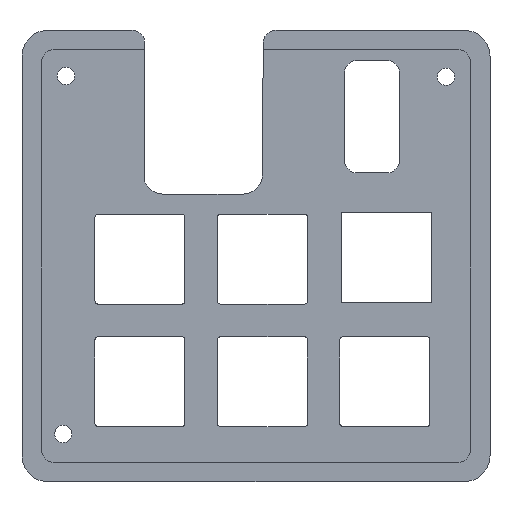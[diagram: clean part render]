
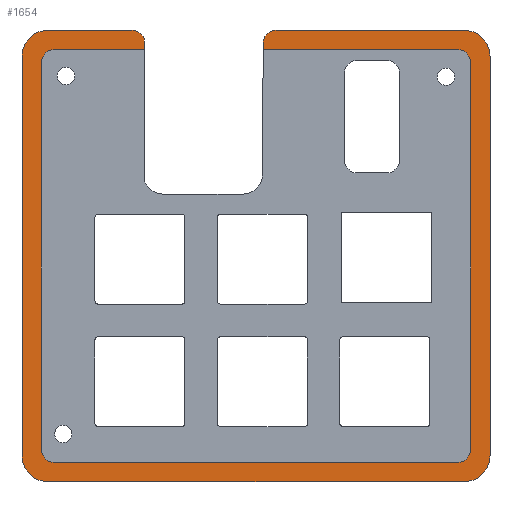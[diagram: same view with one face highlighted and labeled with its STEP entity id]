
A CAD part, top view. The second image highlights one B-rep face of the part: STEP entity #1654.
In plain terms, the highlighted planar face has unit normal (0, 0, 1).
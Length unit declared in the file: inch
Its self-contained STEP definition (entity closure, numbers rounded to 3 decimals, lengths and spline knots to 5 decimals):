
#61=PLANE('',#1825);
#130=FACE_OUTER_BOUND('',#233,.T.);
#233=EDGE_LOOP('',(#1418,#1419,#1420,#1421,#1422,#1423,#1424,#1425,#1426,
#1427,#1428,#1429,#1430,#1431,#1432,#1433,#1434,#1435,#1436,#1437,#1438,
#1439));
#288=LINE('',#2431,#453);
#323=LINE('',#2553,#488);
#326=LINE('',#2561,#491);
#368=LINE('',#2667,#533);
#372=LINE('',#2675,#537);
#376=LINE('',#2688,#541);
#400=LINE('',#2765,#565);
#401=LINE('',#2768,#566);
#402=LINE('',#2772,#567);
#403=LINE('',#2776,#568);
#404=LINE('',#2780,#569);
#405=LINE('',#2783,#570);
#453=VECTOR('',#1944,0.3937);
#488=VECTOR('',#2037,0.3937);
#491=VECTOR('',#2046,0.3937);
#533=VECTOR('',#2158,0.3937);
#537=VECTOR('',#2164,0.3937);
#541=VECTOR('',#2176,0.3937);
#565=VECTOR('',#2248,0.3937);
#566=VECTOR('',#2251,0.3937);
#567=VECTOR('',#2254,0.3937);
#568=VECTOR('',#2257,0.3937);
#569=VECTOR('',#2260,0.3937);
#570=VECTOR('',#2263,0.3937);
#610=CIRCLE('',#1727,0.07874);
#636=CIRCLE('',#1756,0.07874);
#637=CIRCLE('',#1759,0.07874);
#648=CIRCLE('',#1794,0.07874);
#649=CIRCLE('',#1798,0.07874);
#668=CIRCLE('',#1820,0.07874);
#669=CIRCLE('',#1826,0.15748);
#670=CIRCLE('',#1827,0.15748);
#671=CIRCLE('',#1828,0.15748);
#672=CIRCLE('',#1829,0.15748);
#697=VERTEX_POINT('',#2421);
#698=VERTEX_POINT('',#2423);
#700=VERTEX_POINT('',#2429);
#756=VERTEX_POINT('',#2545);
#757=VERTEX_POINT('',#2547);
#758=VERTEX_POINT('',#2551);
#759=VERTEX_POINT('',#2555);
#760=VERTEX_POINT('',#2559);
#789=VERTEX_POINT('',#2663);
#792=VERTEX_POINT('',#2673);
#793=VERTEX_POINT('',#2677);
#794=VERTEX_POINT('',#2678);
#797=VERTEX_POINT('',#2686);
#826=VERTEX_POINT('',#2756);
#827=VERTEX_POINT('',#2767);
#828=VERTEX_POINT('',#2769);
#829=VERTEX_POINT('',#2771);
#830=VERTEX_POINT('',#2773);
#831=VERTEX_POINT('',#2775);
#832=VERTEX_POINT('',#2777);
#833=VERTEX_POINT('',#2779);
#834=VERTEX_POINT('',#2781);
#870=EDGE_CURVE('',#697,#698,#610,.F.);
#874=EDGE_CURVE('',#700,#697,#288,.T.);
#932=EDGE_CURVE('',#756,#757,#636,.F.);
#935=EDGE_CURVE('',#758,#756,#323,.T.);
#937=EDGE_CURVE('',#759,#758,#637,.F.);
#939=EDGE_CURVE('',#760,#759,#326,.T.);
#991=EDGE_CURVE('',#789,#760,#648,.F.);
#992=EDGE_CURVE('',#698,#789,#368,.T.);
#996=EDGE_CURVE('',#700,#792,#372,.T.);
#997=EDGE_CURVE('',#793,#794,#649,.T.);
#1002=EDGE_CURVE('',#793,#797,#376,.T.);
#1041=EDGE_CURVE('',#826,#792,#668,.T.);
#1044=EDGE_CURVE('',#757,#797,#400,.T.);
#1045=EDGE_CURVE('',#826,#827,#401,.T.);
#1046=EDGE_CURVE('',#827,#828,#669,.T.);
#1047=EDGE_CURVE('',#828,#829,#402,.T.);
#1048=EDGE_CURVE('',#829,#830,#670,.T.);
#1049=EDGE_CURVE('',#830,#831,#403,.T.);
#1050=EDGE_CURVE('',#831,#832,#671,.T.);
#1051=EDGE_CURVE('',#832,#833,#404,.T.);
#1052=EDGE_CURVE('',#833,#834,#672,.T.);
#1053=EDGE_CURVE('',#834,#794,#405,.T.);
#1418=ORIENTED_EDGE('',*,*,#997,.F.);
#1419=ORIENTED_EDGE('',*,*,#1002,.T.);
#1420=ORIENTED_EDGE('',*,*,#1044,.F.);
#1421=ORIENTED_EDGE('',*,*,#932,.F.);
#1422=ORIENTED_EDGE('',*,*,#935,.F.);
#1423=ORIENTED_EDGE('',*,*,#937,.F.);
#1424=ORIENTED_EDGE('',*,*,#939,.F.);
#1425=ORIENTED_EDGE('',*,*,#991,.F.);
#1426=ORIENTED_EDGE('',*,*,#992,.F.);
#1427=ORIENTED_EDGE('',*,*,#870,.F.);
#1428=ORIENTED_EDGE('',*,*,#874,.F.);
#1429=ORIENTED_EDGE('',*,*,#996,.T.);
#1430=ORIENTED_EDGE('',*,*,#1041,.F.);
#1431=ORIENTED_EDGE('',*,*,#1045,.T.);
#1432=ORIENTED_EDGE('',*,*,#1046,.T.);
#1433=ORIENTED_EDGE('',*,*,#1047,.T.);
#1434=ORIENTED_EDGE('',*,*,#1048,.T.);
#1435=ORIENTED_EDGE('',*,*,#1049,.T.);
#1436=ORIENTED_EDGE('',*,*,#1050,.T.);
#1437=ORIENTED_EDGE('',*,*,#1051,.T.);
#1438=ORIENTED_EDGE('',*,*,#1052,.T.);
#1439=ORIENTED_EDGE('',*,*,#1053,.T.);
#1654=ADVANCED_FACE('',(#130),#61,.T.);
#1727=AXIS2_PLACEMENT_3D('',#2424,#1937,#1938);
#1756=AXIS2_PLACEMENT_3D('',#2548,#2031,#2032);
#1759=AXIS2_PLACEMENT_3D('',#2557,#2041,#2042);
#1794=AXIS2_PLACEMENT_3D('',#2665,#2154,#2155);
#1798=AXIS2_PLACEMENT_3D('',#2679,#2167,#2168);
#1820=AXIS2_PLACEMENT_3D('',#2758,#2236,#2237);
#1825=AXIS2_PLACEMENT_3D('',#2766,#2249,#2250);
#1826=AXIS2_PLACEMENT_3D('',#2770,#2252,#2253);
#1827=AXIS2_PLACEMENT_3D('',#2774,#2255,#2256);
#1828=AXIS2_PLACEMENT_3D('',#2778,#2258,#2259);
#1829=AXIS2_PLACEMENT_3D('',#2782,#2261,#2262);
#1937=DIRECTION('center_axis',(0.,0.,-1.));
#1938=DIRECTION('ref_axis',(-0.707,0.707,0.));
#1944=DIRECTION('',(-1.,0.,0.));
#2031=DIRECTION('center_axis',(0.,0.,-1.));
#2032=DIRECTION('ref_axis',(0.707,0.707,0.));
#2037=DIRECTION('',(0.,1.,0.));
#2041=DIRECTION('center_axis',(0.,0.,-1.));
#2042=DIRECTION('ref_axis',(0.707,-0.707,0.));
#2046=DIRECTION('',(1.,0.,0.));
#2154=DIRECTION('center_axis',(0.,0.,-1.));
#2155=DIRECTION('ref_axis',(-0.707,-0.707,0.));
#2158=DIRECTION('',(0.,-1.,0.));
#2164=DIRECTION('',(0.,1.,0.));
#2167=DIRECTION('center_axis',(0.,0.,-1.));
#2168=DIRECTION('ref_axis',(-0.705,0.709,0.));
#2176=DIRECTION('',(-0.006,-1.,0.));
#2236=DIRECTION('center_axis',(0.,0.,-1.));
#2237=DIRECTION('ref_axis',(0.707,0.707,0.));
#2248=DIRECTION('',(-1.,0.,0.));
#2249=DIRECTION('center_axis',(0.,0.,1.));
#2250=DIRECTION('ref_axis',(1.,0.,0.));
#2251=DIRECTION('',(-1.,0.,0.));
#2252=DIRECTION('center_axis',(0.,0.,1.));
#2253=DIRECTION('ref_axis',(0.,1.,0.));
#2254=DIRECTION('',(0.,-1.,0.));
#2255=DIRECTION('center_axis',(0.,0.,1.));
#2256=DIRECTION('ref_axis',(-1.,0.,0.));
#2257=DIRECTION('',(1.,0.,0.));
#2258=DIRECTION('center_axis',(0.,0.,1.));
#2259=DIRECTION('ref_axis',(0.,-1.,0.));
#2260=DIRECTION('',(0.,1.,0.));
#2261=DIRECTION('center_axis',(0.,0.,1.));
#2262=DIRECTION('ref_axis',(1.,0.,0.));
#2263=DIRECTION('',(-1.,0.,0.));
#2421=CARTESIAN_POINT('',(-2.30315,2.38189,0.07874));
#2423=CARTESIAN_POINT('',(-2.38189,2.30315,0.07874));
#2424=CARTESIAN_POINT('Origin',(-2.30315,2.30315,0.07874));
#2429=CARTESIAN_POINT('',(-1.75,2.38189,0.07874));
#2431=CARTESIAN_POINT('',(0.24016,2.38189,0.07874));
#2545=CARTESIAN_POINT('',(0.24016,2.30315,0.07874));
#2547=CARTESIAN_POINT('',(0.16142,2.38189,0.07874));
#2548=CARTESIAN_POINT('Origin',(0.16142,2.30315,0.07874));
#2551=CARTESIAN_POINT('',(0.24016,-0.05906,0.07874));
#2553=CARTESIAN_POINT('',(0.24016,-0.1378,0.07874));
#2555=CARTESIAN_POINT('',(0.16142,-0.1378,0.07874));
#2557=CARTESIAN_POINT('Origin',(0.16142,-0.05906,0.07874));
#2559=CARTESIAN_POINT('',(-2.30315,-0.1378,0.07874));
#2561=CARTESIAN_POINT('',(-2.38189,-0.1378,0.07874));
#2663=CARTESIAN_POINT('',(-2.38189,-0.05906,0.07874));
#2665=CARTESIAN_POINT('Origin',(-2.30315,-0.05906,0.07874));
#2667=CARTESIAN_POINT('',(-2.38189,2.38189,0.07874));
#2673=CARTESIAN_POINT('',(-1.75,2.42126,0.07874));
#2675=CARTESIAN_POINT('',(-1.75,1.81102,0.07874));
#2677=CARTESIAN_POINT('',(-1.02683,2.42173,0.07874));
#2678=CARTESIAN_POINT('',(-0.94809,2.5,0.07874));
#2679=CARTESIAN_POINT('Origin',(-0.94809,2.42126,0.07874));
#2686=CARTESIAN_POINT('',(-1.02707,2.38189,0.07874));
#2688=CARTESIAN_POINT('',(-1.03344,1.31111,0.07874));
#2756=CARTESIAN_POINT('',(-1.82874,2.5,0.07874));
#2758=CARTESIAN_POINT('Origin',(-1.82874,2.42126,0.07874));
#2765=CARTESIAN_POINT('',(0.24016,2.38189,0.07874));
#2766=CARTESIAN_POINT('Origin',(-1.07087,1.12205,0.07874));
#2767=CARTESIAN_POINT('',(-2.34252,2.5,0.07874));
#2768=CARTESIAN_POINT('',(-2.34252,2.5,0.07874));
#2769=CARTESIAN_POINT('',(-2.5,2.34252,0.07874));
#2770=CARTESIAN_POINT('Origin',(-2.34252,2.34252,0.07874));
#2771=CARTESIAN_POINT('',(-2.5,-0.09843,0.07874));
#2772=CARTESIAN_POINT('',(-2.5,2.34252,0.07874));
#2773=CARTESIAN_POINT('',(-2.34252,-0.25591,0.07874));
#2774=CARTESIAN_POINT('Origin',(-2.34252,-0.09843,0.07874));
#2775=CARTESIAN_POINT('',(0.20079,-0.25591,0.07874));
#2776=CARTESIAN_POINT('',(-2.34252,-0.25591,0.07874));
#2777=CARTESIAN_POINT('',(0.35827,-0.09843,0.07874));
#2778=CARTESIAN_POINT('Origin',(0.20079,-0.09843,0.07874));
#2779=CARTESIAN_POINT('',(0.35827,2.34252,0.07874));
#2780=CARTESIAN_POINT('',(0.35827,-0.09843,0.07874));
#2781=CARTESIAN_POINT('',(0.20079,2.5,0.07874));
#2782=CARTESIAN_POINT('Origin',(0.20079,2.34252,0.07874));
#2783=CARTESIAN_POINT('',(-2.34252,2.5,0.07874));
